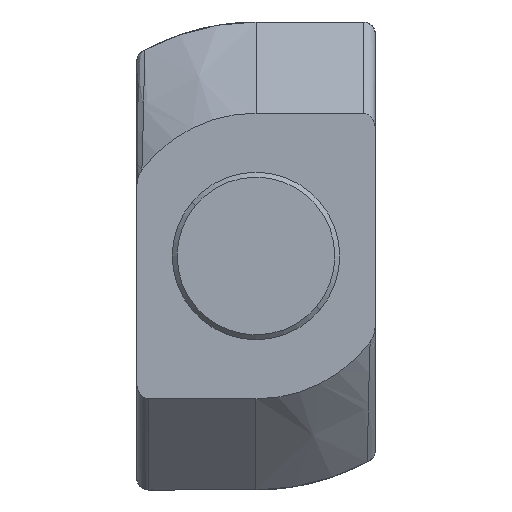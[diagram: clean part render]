
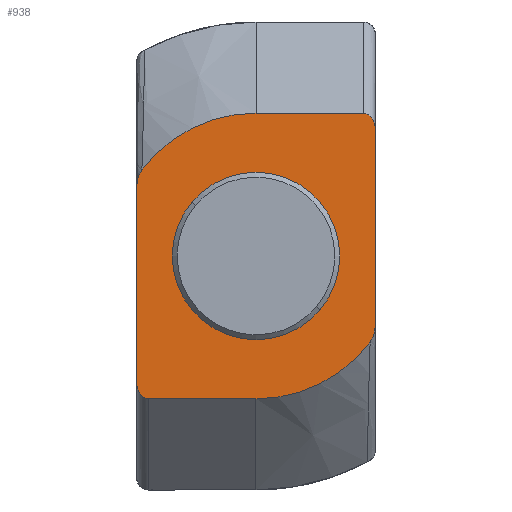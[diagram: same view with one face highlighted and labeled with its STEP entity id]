
A CAD part, front view. The second image highlights one B-rep face of the part: STEP entity #938.
In plain terms, the highlighted face is planar.
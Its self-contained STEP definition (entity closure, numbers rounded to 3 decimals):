
#2 = EDGE_CURVE ( 'NONE', #2643, #333, #465, .T. ) ;
#33 = CARTESIAN_POINT ( 'NONE',  ( 0., 0., 0. ) ) ;
#80 = AXIS2_PLACEMENT_3D ( 'NONE', #2068, #759, #2283 ) ;
#96 = EDGE_CURVE ( 'NONE', #2193, #333, #968, .T. ) ;
#139 = VERTEX_POINT ( 'NONE', #1063 ) ;
#165 = CIRCLE ( 'NONE', #971, 3.4 ) ;
#171 = ORIENTED_EDGE ( 'NONE', *, *, #1898, .T. ) ;
#194 = CARTESIAN_POINT ( 'NONE',  ( 5.507, 4.85, 0. ) ) ;
#206 = CARTESIAN_POINT ( 'NONE',  ( 3.371, -4.722, 0. ) ) ;
#213 = DIRECTION ( 'NONE',  ( 1., 0., 0. ) ) ;
#233 = CARTESIAN_POINT ( 'NONE',  ( 5.8, 4.35, 0. ) ) ;
#243 = DIRECTION ( 'NONE',  ( 1., 0., 0. ) ) ;
#260 = CARTESIAN_POINT ( 'NONE',  ( 0., 0., 0. ) ) ;
#265 = CIRCLE ( 'NONE', #80, 5.8 ) ;
#282 = VERTEX_POINT ( 'NONE', #385 ) ;
#285 = CARTESIAN_POINT ( 'NONE',  ( 3.49, -4.632, 0. ) ) ;
#333 = VERTEX_POINT ( 'NONE', #829 ) ;
#385 = CARTESIAN_POINT ( 'NONE',  ( 5.8, 0., 0. ) ) ;
#402 = CARTESIAN_POINT ( 'NONE',  ( 5.093, 4.85, 0. ) ) ;
#408 = VECTOR ( 'NONE', #2663, 1000. ) ;
#410 = VERTEX_POINT ( 'NONE', #233 ) ;
#414 = FACE_BOUND ( 'NONE', #1653, .T. ) ;
#437 = EDGE_CURVE ( 'NONE', #139, #1147, #2208, .T. ) ;
#465 = LINE ( 'NONE', #1732, #2676 ) ;
#479 = PLANE ( 'NONE',  #2530 ) ;
#505 = CARTESIAN_POINT ( 'NONE',  ( -5.8, 0., 0. ) ) ;
#511 = CIRCLE ( 'NONE', #2127, 5.8 ) ;
#536 = CARTESIAN_POINT ( 'NONE',  ( -3.229, 4.772, 0. ) ) ;
#548 = CARTESIAN_POINT ( 'NONE',  ( -5.8, -4.35, 0. ) ) ;
#557 = EDGE_CURVE ( 'NONE', #1147, #139, #165, .T. ) ;
#629 = CARTESIAN_POINT ( 'NONE',  ( 2.796, -4.85, 0. ) ) ;
#644 = VECTOR ( 'NONE', #738, 1000. ) ;
#656 = EDGE_CURVE ( 'NONE', #282, #2193, #511, .T. ) ;
#689 = VERTEX_POINT ( 'NONE', #1893 ) ;
#690 = DIRECTION ( 'NONE',  ( 1., 0., 0. ) ) ;
#721 = DIRECTION ( 'NONE',  ( 0., 1., 0. ) ) ;
#729 = CARTESIAN_POINT ( 'NONE',  ( -3.371, 4.722, 0. ) ) ;
#738 = DIRECTION ( 'NONE',  ( -1., 0., 0. ) ) ;
#748 = CARTESIAN_POINT ( 'NONE',  ( -2.796, 4.85, 0. ) ) ;
#759 = DIRECTION ( 'NONE',  ( 0., 0., -1. ) ) ;
#802 = ORIENTED_EDGE ( 'NONE', *, *, #2, .F. ) ;
#814 = ORIENTED_EDGE ( 'NONE', *, *, #1015, .T. ) ;
#825 = CARTESIAN_POINT ( 'NONE',  ( 5.8, 4.643, 0. ) ) ;
#826 = CARTESIAN_POINT ( 'NONE',  ( -5.8, -4.35, 0. ) ) ;
#829 = CARTESIAN_POINT ( 'NONE',  ( 2.649, -4.85, 0. ) ) ;
#830 = B_SPLINE_CURVE_WITH_KNOTS ( 'NONE', 3,
 ( #1630, #729, #536, #2058, #748, #2270 ),
 .UNSPECIFIED., .F., .F.,
 ( 4, 2, 4 ),
 ( 0., 0., 0.001 ),
 .UNSPECIFIED. ) ;
#847 = LINE ( 'NONE', #505, #2556 ) ;
#904 = ORIENTED_EDGE ( 'NONE', *, *, #2363, .T. ) ;
#926 = DIRECTION ( 'NONE',  ( 0., 0., 1. ) ) ;
#938 = ADVANCED_FACE ( 'NONE', ( #414, #2086 ), #479, .F. ) ;
#968 = B_SPLINE_CURVE_WITH_KNOTS ( 'NONE', 3,
 ( #1727, #206, #1506, #1942, #629, #2149 ),
 .UNSPECIFIED., .F., .F.,
 ( 4, 2, 4 ),
 ( 0., 0., 0.001 ),
 .UNSPECIFIED. ) ;
#971 = AXIS2_PLACEMENT_3D ( 'NONE', #2228, #926, #2424 ) ;
#987 = LINE ( 'NONE', #1177, #408 ) ;
#999 = CARTESIAN_POINT ( 'NONE',  ( 0., 0., 0. ) ) ;
#1015 = EDGE_CURVE ( 'NONE', #1264, #2385, #847, .T. ) ;
#1052 = CARTESIAN_POINT ( 'NONE',  ( -5.507, -4.85, 0. ) ) ;
#1063 = CARTESIAN_POINT ( 'NONE',  ( 3.4, 0., 0. ) ) ;
#1091 = CARTESIAN_POINT ( 'NONE',  ( -5.093, -4.85, 0. ) ) ;
#1120 = DIRECTION ( 'NONE',  ( 0., 0., 1. ) ) ;
#1147 = VERTEX_POINT ( 'NONE', #1149 ) ;
#1149 = CARTESIAN_POINT ( 'NONE',  ( -3.4, 0., 0. ) ) ;
#1152 = EDGE_CURVE ( 'NONE', #689, #2509, #1744, .T. ) ;
#1177 = CARTESIAN_POINT ( 'NONE',  ( 5.8, 0., 0. ) ) ;
#1222 = EDGE_CURVE ( 'NONE', #1520, #2509, #830, .T. ) ;
#1225 = DIRECTION ( 'NONE',  ( 1., 0., 0. ) ) ;
#1240 = ORIENTED_EDGE ( 'NONE', *, *, #96, .T. ) ;
#1264 = VERTEX_POINT ( 'NONE', #548 ) ;
#1506 = CARTESIAN_POINT ( 'NONE',  ( 3.229, -4.772, 0. ) ) ;
#1520 = VERTEX_POINT ( 'NONE', #2615 ) ;
#1530 = ORIENTED_EDGE ( 'NONE', *, *, #2545, .T. ) ;
#1542 = DIRECTION ( 'NONE',  ( 0., 0., 1. ) ) ;
#1587 = ORIENTED_EDGE ( 'NONE', *, *, #1710, .T. ) ;
#1630 = CARTESIAN_POINT ( 'NONE',  ( -3.49, 4.632, 0. ) ) ;
#1653 = EDGE_LOOP ( 'NONE', ( #2738, #1758 ) ) ;
#1710 = EDGE_CURVE ( 'NONE', #410, #282, #987, .T. ) ;
#1714 = CARTESIAN_POINT ( 'NONE',  ( -5.093, -4.85, 0. ) ) ;
#1727 = CARTESIAN_POINT ( 'NONE',  ( 3.49, -4.632, 0. ) ) ;
#1732 = CARTESIAN_POINT ( 'NONE',  ( -9.5, -4.85, 0. ) ) ;
#1744 = LINE ( 'NONE', #2450, #644 ) ;
#1758 = ORIENTED_EDGE ( 'NONE', *, *, #557, .T. ) ;
#1893 = CARTESIAN_POINT ( 'NONE',  ( 5.093, 4.85, 0. ) ) ;
#1898 = EDGE_CURVE ( 'NONE', #2643, #1264, #2152, .T. ) ;
#1920 = CARTESIAN_POINT ( 'NONE',  ( -2.649, 4.85, 0. ) ) ;
#1942 = CARTESIAN_POINT ( 'NONE',  ( 2.943, -4.837, 0. ) ) ;
#1985 = ORIENTED_EDGE ( 'NONE', *, *, #1222, .T. ) ;
#2013 = ORIENTED_EDGE ( 'NONE', *, *, #1152, .F. ) ;
#2058 = CARTESIAN_POINT ( 'NONE',  ( -2.943, 4.837, 0. ) ) ;
#2068 = CARTESIAN_POINT ( 'NONE',  ( 0., 0., 0. ) ) ;
#2086 = FACE_OUTER_BOUND ( 'NONE', #2349, .T. ) ;
#2127 = AXIS2_PLACEMENT_3D ( 'NONE', #999, #2492, #1225 ) ;
#2136 = CARTESIAN_POINT ( 'NONE',  ( -5.8, -4.643, 0. ) ) ;
#2149 = CARTESIAN_POINT ( 'NONE',  ( 2.649, -4.85, 0. ) ) ;
#2152 =( BOUNDED_CURVE ( )  B_SPLINE_CURVE ( 3, ( #1714, #1052, #2136, #826 ),
 .UNSPECIFIED., .F., .F. ) 
 B_SPLINE_CURVE_WITH_KNOTS ( ( 4, 4 ),
 ( 1.571, 3.142 ),
 .UNSPECIFIED. ) 
 CURVE ( )  GEOMETRIC_REPRESENTATION_ITEM ( )  RATIONAL_B_SPLINE_CURVE ( ( 1., 0.805, 0.805, 1. ) ) 
 REPRESENTATION_ITEM ( '' )  );
#2193 = VERTEX_POINT ( 'NONE', #285 ) ;
#2208 = CIRCLE ( 'NONE', #2460, 3.4 ) ;
#2228 = CARTESIAN_POINT ( 'NONE',  ( 0., 0., 0. ) ) ;
#2270 = CARTESIAN_POINT ( 'NONE',  ( -2.649, 4.85, 0. ) ) ;
#2283 = DIRECTION ( 'NONE',  ( 1., 0., 0. ) ) ;
#2292 = ORIENTED_EDGE ( 'NONE', *, *, #656, .T. ) ;
#2349 = EDGE_LOOP ( 'NONE', ( #2292, #1240, #802, #171, #814, #904, #1985, #2013, #1530, #1587 ) ) ;
#2350 = CARTESIAN_POINT ( 'NONE',  ( 5.8, 4.35, 0. ) ) ;
#2363 = EDGE_CURVE ( 'NONE', #2385, #1520, #265, .T. ) ;
#2385 = VERTEX_POINT ( 'NONE', #2482 ) ;
#2424 = DIRECTION ( 'NONE',  ( 1., 0., 0. ) ) ;
#2450 = CARTESIAN_POINT ( 'NONE',  ( -8.169, 4.85, 0. ) ) ;
#2460 = AXIS2_PLACEMENT_3D ( 'NONE', #33, #1542, #243 ) ;
#2482 = CARTESIAN_POINT ( 'NONE',  ( -5.8, 0., 0. ) ) ;
#2492 = DIRECTION ( 'NONE',  ( 0., 0., -1. ) ) ;
#2509 = VERTEX_POINT ( 'NONE', #1920 ) ;
#2516 =( BOUNDED_CURVE ( )  B_SPLINE_CURVE ( 3, ( #402, #194, #825, #2350 ),
 .UNSPECIFIED., .F., .F. ) 
 B_SPLINE_CURVE_WITH_KNOTS ( ( 4, 4 ),
 ( 1.571, 3.142 ),
 .UNSPECIFIED. ) 
 CURVE ( )  GEOMETRIC_REPRESENTATION_ITEM ( )  RATIONAL_B_SPLINE_CURVE ( ( 1., 0.805, 0.805, 1. ) ) 
 REPRESENTATION_ITEM ( '' )  );
#2530 = AXIS2_PLACEMENT_3D ( 'NONE', #260, #1120, #690 ) ;
#2545 = EDGE_CURVE ( 'NONE', #689, #410, #2516, .T. ) ;
#2556 = VECTOR ( 'NONE', #721, 1000. ) ;
#2615 = CARTESIAN_POINT ( 'NONE',  ( -3.49, 4.632, 0. ) ) ;
#2643 = VERTEX_POINT ( 'NONE', #1091 ) ;
#2663 = DIRECTION ( 'NONE',  ( 0., -1., 0. ) ) ;
#2676 = VECTOR ( 'NONE', #213, 1000. ) ;
#2738 = ORIENTED_EDGE ( 'NONE', *, *, #437, .T. ) ;
